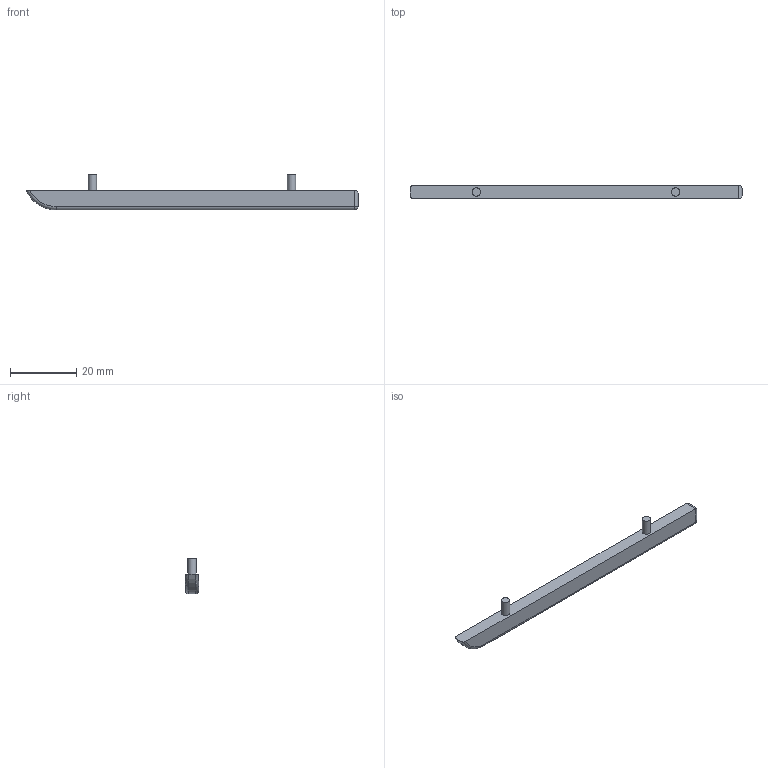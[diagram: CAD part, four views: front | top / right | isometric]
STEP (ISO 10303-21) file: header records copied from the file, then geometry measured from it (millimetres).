
FILE_DESCRIPTION(/* description */ (''),/* implementation_level */ '2;1');
FILE_NAME(/* name */ 'Kuve v1.step',/* time_stamp */ '2024-01-17T17:29:57+01:00',/* author */ (''),/* organization */ (''),/* preprocessor_version */ 'ST-DEVELOPER v20',/* originating_system */ 'Autodesk Translation Framework v12.14.0.127',/* authorisation */ '');
FILE_SCHEMA (('AUTOMOTIVE_DESIGN { 1 0 10303 214 3 1 1 }'));
Length unit declared in the file: millimetre
Products named in the file (1): Kuve
Bounding box: 100 x 4 x 10.8 mm (x, y, z)
Volume: 2338.1 mm3; surface area: 1980.6 mm2
Topology: 1 solids, 1 shells, 20 faces, 38 edges, 22 vertices
Faces by surface type: cylinder 9, plane 7, sphere 2, torus 2
Full cylindrical faces by diameter (mm): 2.5 x2
Entity records: 547 total; most frequent: CARTESIAN_POINT 99, DIRECTION 96, ORIENTED_EDGE 76, AXIS2_PLACEMENT_3D 39, EDGE_CURVE 38, EDGE_LOOP 22, VERTEX_POINT 22, FACE_OUTER_BOUND 20
